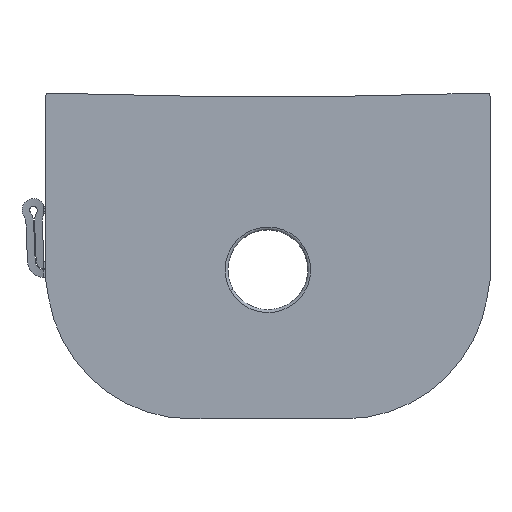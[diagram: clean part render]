
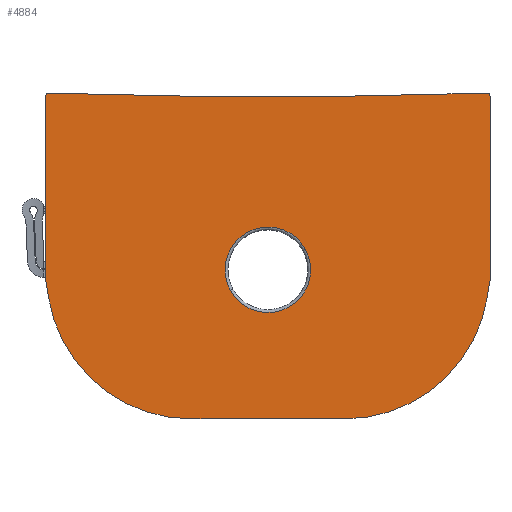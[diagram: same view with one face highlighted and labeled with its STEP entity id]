
A CAD part, left-side view. The second image highlights one B-rep face of the part: STEP entity #4884.
In plain terms, the highlighted planar face has unit normal (-1, 0, 0).
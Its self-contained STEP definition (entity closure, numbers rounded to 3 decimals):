
#722=AXIS2_PLACEMENT_3D('Circle Axis2P3D',#720,#721,$) ;
#919=AXIS2_PLACEMENT_3D('Circle Axis2P3D',#917,#918,$) ;
#991=AXIS2_PLACEMENT_3D('Circle Axis2P3D',#989,#990,$) ;
#1039=AXIS2_PLACEMENT_3D('Circle Axis2P3D',#1037,#1038,$) ;
#1104=AXIS2_PLACEMENT_3D('Circle Axis2P3D',#1102,#1103,$) ;
#4852=AXIS2_PLACEMENT_3D('Plane Axis2P3D',#4849,#4850,#4851) ;
#4868=AXIS2_PLACEMENT_3D('Circle Axis2P3D',#4866,#4867,$) ;
#4877=AXIS2_PLACEMENT_3D('Circle Axis2P3D',#4875,#4876,$) ;
#717=CARTESIAN_POINT('Vertex',(0.,45.89,33.871)) ;
#720=CARTESIAN_POINT('Axis2P3D Location',(0.,23.1,733.5)) ;
#724=CARTESIAN_POINT('Vertex',(0.,0.31,33.871)) ;
#914=CARTESIAN_POINT('Vertex',(0.,46.2,33.571)) ;
#917=CARTESIAN_POINT('Axis2P3D Location',(0.,45.9,33.571)) ;
#938=CARTESIAN_POINT('Vertex',(0.,46.2,14.4)) ;
#941=CARTESIAN_POINT('Line Origine',(0.,46.2,23.986)) ;
#962=CARTESIAN_POINT('Vertex',(0.,45.905,12.588)) ;
#965=CARTESIAN_POINT('Line Origine',(0.,46.052,13.494)) ;
#986=CARTESIAN_POINT('Vertex',(0.,31.1,0.)) ;
#989=CARTESIAN_POINT('Axis2P3D Location',(0.,31.1,15.)) ;
#1010=CARTESIAN_POINT('Vertex',(0.,15.1,0.)) ;
#1013=CARTESIAN_POINT('Line Origine',(0.,23.1,0.)) ;
#1034=CARTESIAN_POINT('Vertex',(0.,0.295,12.588)) ;
#1037=CARTESIAN_POINT('Axis2P3D Location',(0.,15.1,15.)) ;
#1058=CARTESIAN_POINT('Vertex',(0.,0.,14.4)) ;
#1061=CARTESIAN_POINT('Line Origine',(0.,0.148,13.494)) ;
#1082=CARTESIAN_POINT('Vertex',(0.,0.,33.571)) ;
#1085=CARTESIAN_POINT('Line Origine',(0.,0.,23.986)) ;
#1102=CARTESIAN_POINT('Axis2P3D Location',(0.,0.3,33.571)) ;
#4849=CARTESIAN_POINT('Axis2P3D Location',(0.,23.1,18.5)) ;
#4866=CARTESIAN_POINT('Axis2P3D Location',(0.,23.1,15.5)) ;
#4870=CARTESIAN_POINT('Vertex',(0.,19.195,17.633)) ;
#4872=CARTESIAN_POINT('Vertex',(0.,27.005,13.367)) ;
#4875=CARTESIAN_POINT('Axis2P3D Location',(0.,23.1,15.5)) ;
#721=DIRECTION('Axis2P3D Direction',(-1.,0.,0.)) ;
#918=DIRECTION('Axis2P3D Direction',(-1.,0.,0.)) ;
#942=DIRECTION('Vector Direction',(0.,0.,1.)) ;
#966=DIRECTION('Vector Direction',(0.,0.161,0.987)) ;
#990=DIRECTION('Axis2P3D Direction',(-1.,0.,0.)) ;
#1014=DIRECTION('Vector Direction',(0.,1.,0.)) ;
#1038=DIRECTION('Axis2P3D Direction',(-1.,0.,0.)) ;
#1062=DIRECTION('Vector Direction',(0.,0.161,-0.987)) ;
#1086=DIRECTION('Vector Direction',(0.,0.,1.)) ;
#1103=DIRECTION('Axis2P3D Direction',(-1.,0.,0.)) ;
#4850=DIRECTION('Axis2P3D Direction',(-1.,0.,0.)) ;
#4851=DIRECTION('Axis2P3D XDirection',(0.,-1.,0.)) ;
#4867=DIRECTION('Axis2P3D Direction',(-1.,0.,0.)) ;
#4876=DIRECTION('Axis2P3D Direction',(-1.,0.,0.)) ;
#943=VECTOR('Line Direction',#942,1.) ;
#967=VECTOR('Line Direction',#966,1.) ;
#1015=VECTOR('Line Direction',#1014,1.) ;
#1063=VECTOR('Line Direction',#1062,1.) ;
#1087=VECTOR('Line Direction',#1086,1.) ;
#4855=ORIENTED_EDGE('',*,*,#1041,.T.) ;
#4856=ORIENTED_EDGE('',*,*,#1065,.T.) ;
#4857=ORIENTED_EDGE('',*,*,#1089,.T.) ;
#4858=ORIENTED_EDGE('',*,*,#1106,.T.) ;
#4859=ORIENTED_EDGE('',*,*,#726,.T.) ;
#4860=ORIENTED_EDGE('',*,*,#921,.T.) ;
#4861=ORIENTED_EDGE('',*,*,#945,.T.) ;
#4862=ORIENTED_EDGE('',*,*,#969,.T.) ;
#4863=ORIENTED_EDGE('',*,*,#993,.T.) ;
#4864=ORIENTED_EDGE('',*,*,#1017,.T.) ;
#4881=ORIENTED_EDGE('',*,*,#4874,.F.) ;
#4882=ORIENTED_EDGE('',*,*,#4879,.F.) ;
#4883=FACE_BOUND('',#4880,.T.) ;
#4884=ADVANCED_FACE('4323210000',(#4865,#4883),#4853,.T.) ;
#723=CIRCLE('generated circle',#722,700.) ;
#920=CIRCLE('generated circle',#919,0.3) ;
#992=CIRCLE('generated circle',#991,15.) ;
#1040=CIRCLE('generated circle',#1039,15.) ;
#1105=CIRCLE('generated circle',#1104,0.3) ;
#4869=CIRCLE('generated circle',#4868,4.45) ;
#4878=CIRCLE('generated circle',#4877,4.45) ;
#726=EDGE_CURVE('',#725,#718,#723,.F.) ;
#921=EDGE_CURVE('',#718,#915,#920,.T.) ;
#945=EDGE_CURVE('',#915,#939,#944,.F.) ;
#969=EDGE_CURVE('',#939,#963,#968,.F.) ;
#993=EDGE_CURVE('',#963,#987,#992,.T.) ;
#1017=EDGE_CURVE('',#987,#1011,#1016,.F.) ;
#1041=EDGE_CURVE('',#1011,#1035,#1040,.T.) ;
#1065=EDGE_CURVE('',#1035,#1059,#1064,.F.) ;
#1089=EDGE_CURVE('',#1059,#1083,#1088,.T.) ;
#1106=EDGE_CURVE('',#1083,#725,#1105,.T.) ;
#4874=EDGE_CURVE('',#4871,#4873,#4869,.T.) ;
#4879=EDGE_CURVE('',#4873,#4871,#4878,.T.) ;
#4854=EDGE_LOOP('',(#4855,#4856,#4857,#4858,#4859,#4860,#4861,#4862,#4863,#4864)) ;
#4880=EDGE_LOOP('',(#4881,#4882)) ;
#4865=FACE_OUTER_BOUND('',#4854,.T.) ;
#944=LINE('Line',#941,#943) ;
#968=LINE('Line',#965,#967) ;
#1016=LINE('Line',#1013,#1015) ;
#1064=LINE('Line',#1061,#1063) ;
#1088=LINE('Line',#1085,#1087) ;
#4853=PLANE('',#4852) ;
#718=VERTEX_POINT('',#717) ;
#725=VERTEX_POINT('',#724) ;
#915=VERTEX_POINT('',#914) ;
#939=VERTEX_POINT('',#938) ;
#963=VERTEX_POINT('',#962) ;
#987=VERTEX_POINT('',#986) ;
#1011=VERTEX_POINT('',#1010) ;
#1035=VERTEX_POINT('',#1034) ;
#1059=VERTEX_POINT('',#1058) ;
#1083=VERTEX_POINT('',#1082) ;
#4871=VERTEX_POINT('',#4870) ;
#4873=VERTEX_POINT('',#4872) ;
